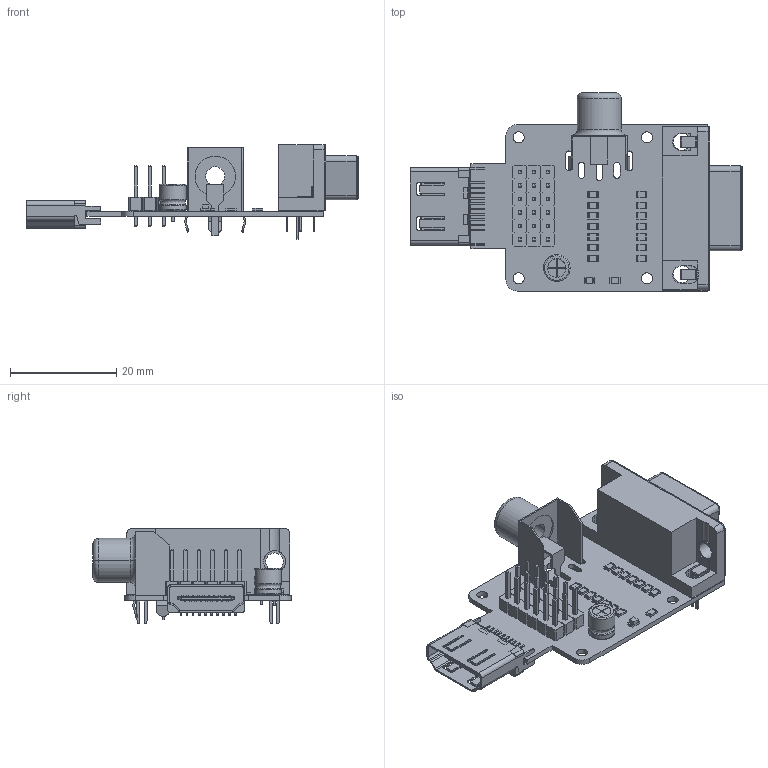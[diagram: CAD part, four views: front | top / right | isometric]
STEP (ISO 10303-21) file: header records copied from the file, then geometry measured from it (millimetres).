
FILE_DESCRIPTION(('KiCad electronic assembly'),'2;1');
FILE_NAME('hdmi2vga.step','2025-01-14T21:48:33',('Pcbnew'),('Kicad'), 'Open CASCADE STEP processor 7.7','KiCad to STEP converter','Unknown' );
FILE_SCHEMA(('AUTOMOTIVE_DESIGN { 1 0 10303 214 1 1 1 1 }'));
Length unit declared in the file: millimetre
Products named in the file (16): hdmi2vga 1; R_0805_2012Metric; CUI_DEVICES_RCJ-013; HDMI_vertical; PinHeader_1x06_P2.54mm_Vertical; PinHeader_1x06_P254mm_Vertical; CP_Radial_D5.0mm_P2.50mm; CP_Radial_D50mm_P250mm; DSUB-15-HD_Female_Horizontal_P2.29x1.98mm_EdgePinOffset3.03mm_Housed_
MountingHolesOffset4.94mm; DSUB_30_female; LED_0805_2012Metric; hdmi2vgaP_PCB
Assembly tree (31 placements, depth 3):
  hdmi2vga 1
    R_0805_2012Metric  x15
      R_0805_2012Metric
    CUI_DEVICES_RCJ-013
      CUI_DEVICES_RCJ-013
    HDMI_vertical
      HDMI_vertical
    PinHeader_1x06_P2.54mm_Vertical  x3
      PinHeader_1x06_P254mm_Vertical
    CP_Radial_D5.0mm_P2.50mm
      CP_Radial_D50mm_P250mm
    DSUB-15-HD_Female_Horizontal_P2.29x1.98mm_EdgePinOffset3.03mm_Housed_
MountingHolesOffset4.94mm
      DSUB_30_female
    LED_0805_2012Metric
      LED_0805_2012Metric
    hdmi2vgaP_PCB
Bounding box: 62.64 x 37.39 x 17.9 mm (x, y, z)
Volume: 5874.1 mm3; surface area: 8538.9 mm2
Topology: 26 solids, 28 shells, 1717 faces, 4388 edges, 2824 vertices
Faces by surface type: plane 1337, cylinder 320, cone 23, revolution 19, torus 12, bspline 6
Full cylindrical faces by diameter (mm): 0.3 x15, 0.5 x2, 0.8 x2, 1 x33, 1.2 x15, 2.1 x4, 3.2 x2, 3.3 x2, 4.1 x2
Entity records: 38393 total; most frequent: CARTESIAN_POINT 6588, ORIENTED_EDGE 5456, DIRECTION 5344, EDGE_CURVE 2728, LINE 2197, VECTOR 2197, VERTEX_POINT 1768, AXIS2_PLACEMENT_3D 1564
